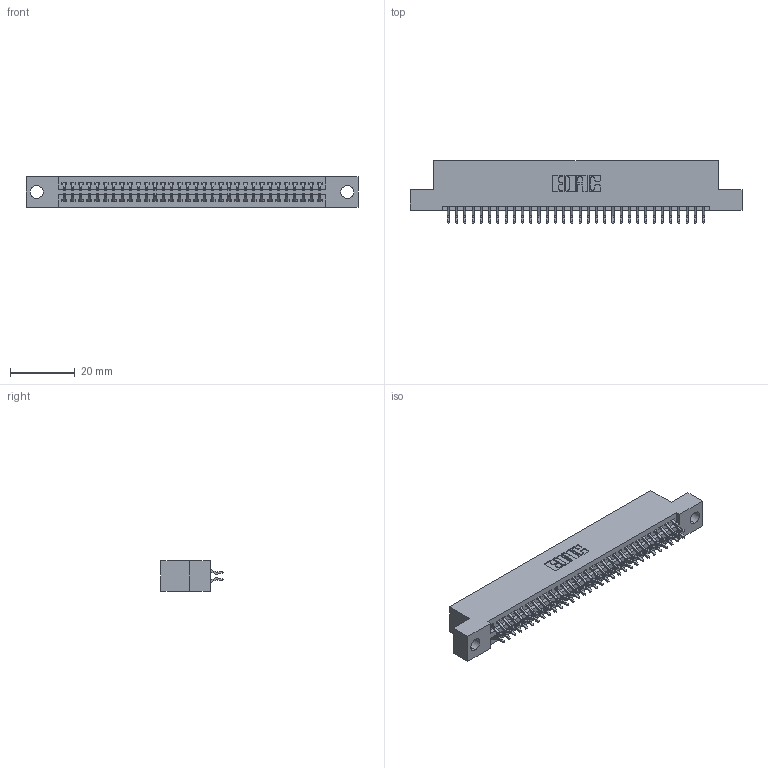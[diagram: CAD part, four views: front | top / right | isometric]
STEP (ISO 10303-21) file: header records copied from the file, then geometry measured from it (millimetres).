
FILE_DESCRIPTION (( 'STEP AP203' ), '1' );
FILE_NAME ('345-064-556-204.STEP', '2018-09-28T09:25:51', ( '' ), ( '' ), 'SwSTEP 2.0', 'SolidWorks 2016', '' );
FILE_SCHEMA (( 'CONFIG_CONTROL_DESIGN' ));
Length unit declared in the file: inch
Products named in the file (3): 345-292-001_556 Tail; 345 Part_Flush Mounting Lugs - 0.156 Dia-TH; 345-064-556-204
Assembly tree (65 placements, depth 2):
  345-064-556-204
    345 Part_Flush Mounting Lugs - 0.156 Dia-TH
    345-292-001_556 Tail  x64
Bounding box: 102.49 x 19.24 x 9.4 mm (x, y, z)
Volume: 9772.7 mm3; surface area: 14011.1 mm2
Topology: 65 solids, 65 shells, 3710 faces, 11029 edges, 7266 vertices
Faces by surface type: plane 2448, cylinder 1262
Entity records: 26677 total; most frequent: CARTESIAN_POINT 4496, ORIENTED_EDGE 4418, DIRECTION 3965, EDGE_CURVE 2209, LINE 1941, VECTOR 1941, VERTEX_POINT 1470, AXIS2_PLACEMENT_3D 1012
